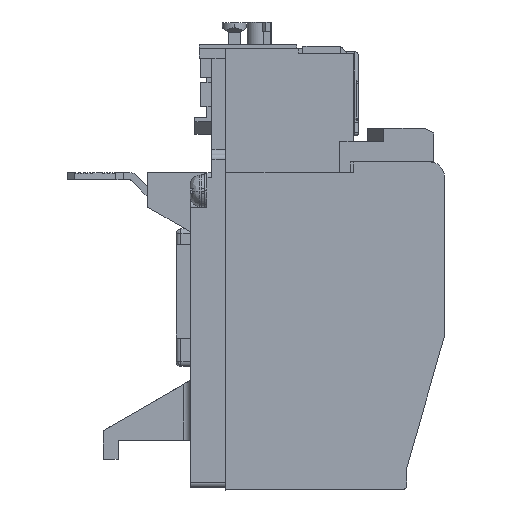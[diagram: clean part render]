
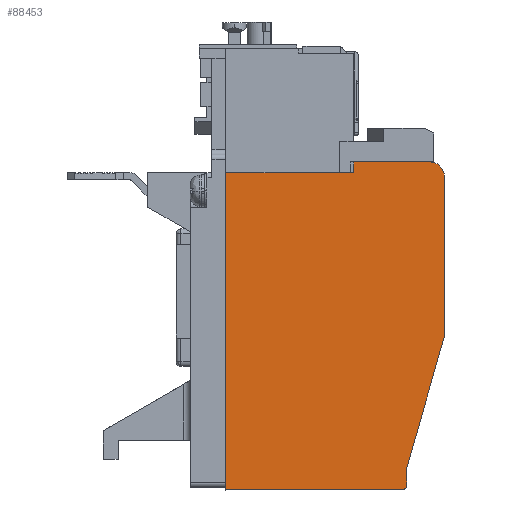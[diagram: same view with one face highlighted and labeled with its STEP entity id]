
A CAD part, left-side view. The second image highlights one B-rep face of the part: STEP entity #88453.
In plain terms, the highlighted planar face has unit normal (-1, 0, 0).
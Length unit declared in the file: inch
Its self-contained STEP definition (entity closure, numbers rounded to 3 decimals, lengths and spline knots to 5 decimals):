
#13 = CARTESIAN_POINT ( 'NONE',  ( -1.06299, 0., 0. ) ) ;
#2268 = DIRECTION ( 'NONE',  ( 0., -1., 0. ) ) ;
#2550 = CARTESIAN_POINT ( 'NONE',  ( -1.06299, 0., 2.67717 ) ) ;
#4011 = EDGE_CURVE ( 'NONE', #32105, #21488, #48260, .T. ) ;
#4284 = CARTESIAN_POINT ( 'NONE',  ( -1.06299, -1.47638, 2.55906 ) ) ;
#4673 = LINE ( 'NONE', #34299, #26104 ) ;
#4972 = ORIENTED_EDGE ( 'NONE', *, *, #16989, .F. ) ;
#5943 = EDGE_CURVE ( 'NONE', #29484, #59095, #28510, .T. ) ;
#6007 = DIRECTION ( 'NONE',  ( 0., 0., -1. ) ) ;
#7351 = VERTEX_POINT ( 'NONE', #10110 ) ;
#7728 = EDGE_CURVE ( 'NONE', #28376, #29484, #90303, .T. ) ;
#10110 = CARTESIAN_POINT ( 'NONE',  ( -1.06299, -1.78346, 2.55906 ) ) ;
#10952 = VERTEX_POINT ( 'NONE', #14084 ) ;
#11075 = EDGE_CURVE ( 'NONE', #50789, #10952, #43304, .T. ) ;
#14084 = CARTESIAN_POINT ( 'NONE',  ( -1.06299, -1.04331, 2.67717 ) ) ;
#15503 = DIRECTION ( 'NONE',  ( 1., 0., 0. ) ) ;
#16174 = ORIENTED_EDGE ( 'NONE', *, *, #11075, .F. ) ;
#16584 = LINE ( 'NONE', #65729, #78171 ) ;
#16989 = EDGE_CURVE ( 'NONE', #95802, #7351, #98721, .T. ) ;
#18291 = CARTESIAN_POINT ( 'NONE',  ( -1.06299, -1.47638, 0.03937 ) ) ;
#21488 = VERTEX_POINT ( 'NONE', #103092 ) ;
#21899 = VECTOR ( 'NONE', #32003, 39.37008 ) ;
#23504 = CARTESIAN_POINT ( 'NONE',  ( -1.06299, -1.04331, 2.59055 ) ) ;
#24189 = EDGE_CURVE ( 'NONE', #21488, #28376, #29883, .T. ) ;
#25558 = CARTESIAN_POINT ( 'NONE',  ( -1.06299, -1.78346, 2.55906 ) ) ;
#26104 = VECTOR ( 'NONE', #2268, 39.37008 ) ;
#27008 = VECTOR ( 'NONE', #34585, 39.37008 ) ;
#27723 = ORIENTED_EDGE ( 'NONE', *, *, #5943, .F. ) ;
#28376 = VERTEX_POINT ( 'NONE', #18291 ) ;
#28510 = LINE ( 'NONE', #99458, #89987 ) ;
#29484 = VERTEX_POINT ( 'NONE', #95905 ) ;
#29883 = LINE ( 'NONE', #4284, #48742 ) ;
#31530 = CARTESIAN_POINT ( 'NONE',  ( -1.06299, -1.43701, 0.03937 ) ) ;
#32003 = DIRECTION ( 'NONE',  ( 0., 0., 1. ) ) ;
#32105 = VERTEX_POINT ( 'NONE', #96644 ) ;
#32379 = DIRECTION ( 'NONE',  ( 0., 0.275, -0.961 ) ) ;
#33445 = DIRECTION ( 'NONE',  ( 0., -1., 0. ) ) ;
#34299 = CARTESIAN_POINT ( 'NONE',  ( -1.06299, -1.66535, 2.67717 ) ) ;
#34525 = EDGE_CURVE ( 'NONE', #10952, #95802, #4673, .T. ) ;
#34585 = DIRECTION ( 'NONE',  ( 0., 0., 1. ) ) ;
#34775 = VERTEX_POINT ( 'NONE', #37490 ) ;
#36144 = DIRECTION ( 'NONE',  ( 0., 1., 0. ) ) ;
#37318 = FACE_OUTER_BOUND ( 'NONE', #99595, .T. ) ;
#37490 = CARTESIAN_POINT ( 'NONE',  ( -1.06299, 0., 2.59055 ) ) ;
#38479 = ORIENTED_EDGE ( 'NONE', *, *, #81967, .F. ) ;
#39678 = DIRECTION ( 'NONE',  ( 0., 0., -1. ) ) ;
#39793 = CARTESIAN_POINT ( 'NONE',  ( -1.06299, -1.04331, 2.55906 ) ) ;
#39875 = AXIS2_PLACEMENT_3D ( 'NONE', #31530, #87629, #39678 ) ;
#40218 = ORIENTED_EDGE ( 'NONE', *, *, #62475, .F. ) ;
#43304 = LINE ( 'NONE', #39793, #21899 ) ;
#48260 = LINE ( 'NONE', #80507, #64549 ) ;
#48413 = LINE ( 'NONE', #2550, #27008 ) ;
#48742 = VECTOR ( 'NONE', #68612, 39.37008 ) ;
#50789 = VERTEX_POINT ( 'NONE', #23504 ) ;
#53735 = ORIENTED_EDGE ( 'NONE', *, *, #34525, .F. ) ;
#53878 = PLANE ( 'NONE',  #74491 ) ;
#54223 = DIRECTION ( 'NONE',  ( 1., 0., 0. ) ) ;
#57928 = DIRECTION ( 'NONE',  ( 0., 0., -1. ) ) ;
#59095 = VERTEX_POINT ( 'NONE', #13 ) ;
#60271 = CARTESIAN_POINT ( 'NONE',  ( -1.06299, -1.66535, 2.67717 ) ) ;
#62475 = EDGE_CURVE ( 'NONE', #59095, #34775, #48413, .T. ) ;
#63657 = CARTESIAN_POINT ( 'NONE',  ( -1.06299, -1.66535, 2.55906 ) ) ;
#64549 = VECTOR ( 'NONE', #32379, 39.37008 ) ;
#65729 = CARTESIAN_POINT ( 'NONE',  ( -1.06299, -1.04331, 2.59055 ) ) ;
#68612 = DIRECTION ( 'NONE',  ( 0., 0., -1. ) ) ;
#69732 = VECTOR ( 'NONE', #57928, 39.37008 ) ;
#71174 = ORIENTED_EDGE ( 'NONE', *, *, #84171, .F. ) ;
#71705 = DIRECTION ( 'NONE',  ( 0., 0., -1. ) ) ;
#74491 = AXIS2_PLACEMENT_3D ( 'NONE', #102033, #54223, #6007 ) ;
#76738 = ORIENTED_EDGE ( 'NONE', *, *, #7728, .F. ) ;
#78171 = VECTOR ( 'NONE', #33445, 39.37008 ) ;
#80192 = ORIENTED_EDGE ( 'NONE', *, *, #4011, .F. ) ;
#80507 = CARTESIAN_POINT ( 'NONE',  ( -1.06299, -1.78346, 1.25048 ) ) ;
#81967 = EDGE_CURVE ( 'NONE', #34775, #50789, #16584, .T. ) ;
#84171 = EDGE_CURVE ( 'NONE', #7351, #32105, #90992, .T. ) ;
#86775 = AXIS2_PLACEMENT_3D ( 'NONE', #63657, #15503, #71705 ) ;
#87629 = DIRECTION ( 'NONE',  ( 1., 0., 0. ) ) ;
#88453 = ADVANCED_FACE ( 'NONE', ( #37318 ), #53878, .F. ) ;
#89987 = VECTOR ( 'NONE', #36144, 39.37008 ) ;
#90303 = CIRCLE ( 'NONE', #39875, 0.03937 ) ;
#90992 = LINE ( 'NONE', #25558, #69732 ) ;
#94885 = ORIENTED_EDGE ( 'NONE', *, *, #24189, .F. ) ;
#95802 = VERTEX_POINT ( 'NONE', #60271 ) ;
#95905 = CARTESIAN_POINT ( 'NONE',  ( -1.06299, -1.43701, 0. ) ) ;
#96644 = CARTESIAN_POINT ( 'NONE',  ( -1.06299, -1.78346, 1.25048 ) ) ;
#98721 = CIRCLE ( 'NONE', #86775, 0.11811 ) ;
#99458 = CARTESIAN_POINT ( 'NONE',  ( -1.06299, -1.66535, 0. ) ) ;
#99595 = EDGE_LOOP ( 'NONE', ( #38479, #40218, #27723, #76738, #94885, #80192, #71174, #4972, #53735, #16174 ) ) ;
#102033 = CARTESIAN_POINT ( 'NONE',  ( -1.06299, -1.66535, 2.55906 ) ) ;
#103092 = CARTESIAN_POINT ( 'NONE',  ( -1.06299, -1.47638, 0.17717 ) ) ;
